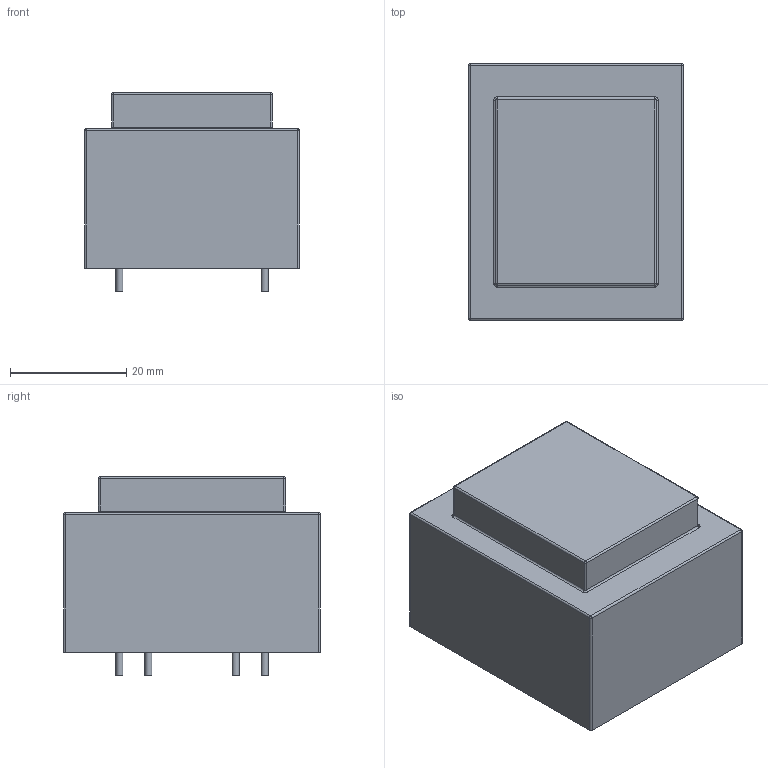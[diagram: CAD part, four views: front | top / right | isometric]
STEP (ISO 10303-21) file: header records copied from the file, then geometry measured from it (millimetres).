
FILE_DESCRIPTION(('FreeCAD Model'),'2;1');
FILE_NAME('Open CASCADE Shape Model','2024-04-21T09:24:35',(''),(''), 'Open CASCADE STEP processor 7.6','FreeCAD','Unknown');
FILE_SCHEMA(('AUTOMOTIVE_DESIGN { 1 0 10303 214 1 1 1 1 }'));
Length unit declared in the file: millimetre
Products named in the file (8): Myrra_442xx_5_0VA; Corps; Pin; Pin001; Pin002; Pin003; Pin004; Pin005
Assembly tree (7 placements, depth 2):
  Myrra_442xx_5_0VA
    Corps
    Pin
    Pin001
    Pin002
    Pin003
    Pin004
    Pin005
Bounding box: 37 x 44.25 x 34.25 mm (x, y, z)
Volume: 44899 mm3; surface area: 7960.5 mm2
Topology: 7 solids, 7 shells, 61 faces, 114 edges, 60 vertices
Faces by surface type: cylinder 26, plane 23, sphere 8, torus 4
Full cylindrical faces by diameter (mm): 1.2 x6
Entity records: 1637 total; most frequent: DIRECTION 300, CARTESIAN_POINT 235, ORIENTED_EDGE 212, AXIS2_PLACEMENT_3D 125, EDGE_CURVE 106, FACE_BOUND 62, EDGE_LOOP 62, ADVANCED_FACE 61
